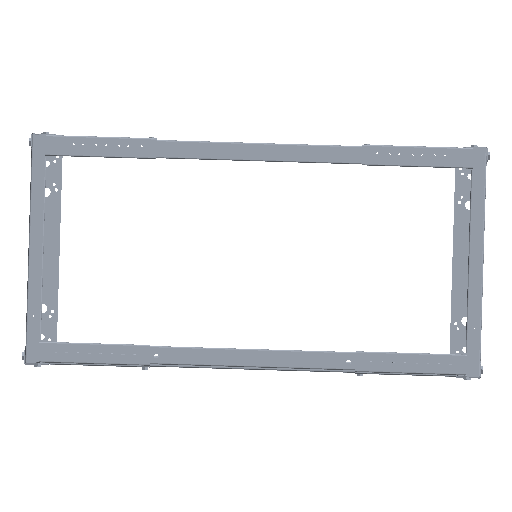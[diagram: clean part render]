
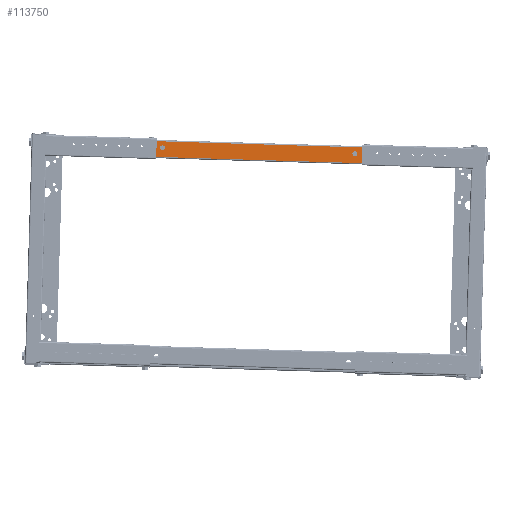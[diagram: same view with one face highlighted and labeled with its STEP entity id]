
A CAD part, top view. The second image highlights one B-rep face of the part: STEP entity #113750.
In plain terms, the highlighted face is planar.
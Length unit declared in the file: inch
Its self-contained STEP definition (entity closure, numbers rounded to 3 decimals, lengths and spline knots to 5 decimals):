
#1444 = EDGE_CURVE ( 'NONE', #55554, #109152, #88187, .T. ) ;
#3144 = FACE_BOUND ( 'NONE', #23729, .T. ) ;
#4573 = DIRECTION ( 'NONE',  ( 0., 0., 1. ) ) ;
#6132 = AXIS2_PLACEMENT_3D ( 'NONE', #134014, #144768, #99406 ) ;
#7658 = EDGE_CURVE ( 'NONE', #147955, #93391, #68877, .T. ) ;
#8954 = EDGE_CURVE ( 'NONE', #150756, #109152, #140175, .T. ) ;
#11683 = FACE_OUTER_BOUND ( 'NONE', #114688, .T. ) ;
#12443 = VECTOR ( 'NONE', #150956, 39.37008 ) ;
#12564 = CIRCLE ( 'NONE', #98463, 0.22244 ) ;
#13539 = CARTESIAN_POINT ( 'NONE',  ( -0.11811, 0.34028, -8.26575 ) ) ;
#13960 = CARTESIAN_POINT ( 'NONE',  ( 0.80709, 0.34028, -9.84252 ) ) ;
#16122 = CARTESIAN_POINT ( 'NONE',  ( -0.11811, 0.34028, 9.48819 ) ) ;
#16804 = DIRECTION ( 'NONE',  ( 0., 1., 0. ) ) ;
#21764 = CIRCLE ( 'NONE', #65847, 0.22244 ) ;
#21839 = EDGE_CURVE ( 'NONE', #39580, #150756, #107355, .T. ) ;
#22647 = DIRECTION ( 'NONE',  ( 1., 0., 0. ) ) ;
#23729 = EDGE_LOOP ( 'NONE', ( #67570, #108298 ) ) ;
#25118 = DIRECTION ( 'NONE',  ( 1., 0., 0. ) ) ;
#25151 = DIRECTION ( 'NONE',  ( 0., 0., 1. ) ) ;
#25431 = VERTEX_POINT ( 'NONE', #126391 ) ;
#26033 = AXIS2_PLACEMENT_3D ( 'NONE', #85802, #119685, #25151 ) ;
#27684 = VECTOR ( 'NONE', #22647, 39.37008 ) ;
#28330 = ORIENTED_EDGE ( 'NONE', *, *, #143118, .F. ) ;
#31980 = CARTESIAN_POINT ( 'NONE',  ( -0.11811, 0.34028, -8.71063 ) ) ;
#32516 = DIRECTION ( 'NONE',  ( 0., 0., 1. ) ) ;
#34414 = AXIS2_PLACEMENT_3D ( 'NONE', #63342, #76420, #147153 ) ;
#38570 = EDGE_LOOP ( 'NONE', ( #78351, #59722 ) ) ;
#39448 = DIRECTION ( 'NONE',  ( 0., 0., -1. ) ) ;
#39580 = VERTEX_POINT ( 'NONE', #62557 ) ;
#42367 = CIRCLE ( 'NONE', #123406, 0.22244 ) ;
#42779 = EDGE_CURVE ( 'NONE', #119142, #143593, #113181, .T. ) ;
#50108 = ORIENTED_EDGE ( 'NONE', *, *, #147750, .F. ) ;
#50544 = CIRCLE ( 'NONE', #55526, 0.22244 ) ;
#51909 = CARTESIAN_POINT ( 'NONE',  ( -0.11811, 0.34028, -9.71063 ) ) ;
#52173 = CARTESIAN_POINT ( 'NONE',  ( -0.11811, 0.34028, 8.71063 ) ) ;
#55526 = AXIS2_PLACEMENT_3D ( 'NONE', #97009, #86218, #98525 ) ;
#55531 = CARTESIAN_POINT ( 'NONE',  ( 0.68898, 0.34028, 9.84252 ) ) ;
#55554 = VERTEX_POINT ( 'NONE', #121616 ) ;
#59722 = ORIENTED_EDGE ( 'NONE', *, *, #42779, .F. ) ;
#60019 = DIRECTION ( 'NONE',  ( 0., 1., 0. ) ) ;
#60891 = ORIENTED_EDGE ( 'NONE', *, *, #7658, .F. ) ;
#61254 = VERTEX_POINT ( 'NONE', #105799 ) ;
#62557 = CARTESIAN_POINT ( 'NONE',  ( -0.68898, 0.34028, 9.84252 ) ) ;
#62745 = ORIENTED_EDGE ( 'NONE', *, *, #8954, .T. ) ;
#63342 = CARTESIAN_POINT ( 'NONE',  ( -0.11811, 0.34028, -8.48819 ) ) ;
#63488 = EDGE_CURVE ( 'NONE', #143593, #119142, #146030, .T. ) ;
#65296 = CIRCLE ( 'NONE', #26033, 0.22244 ) ;
#65847 = AXIS2_PLACEMENT_3D ( 'NONE', #124418, #100579, #89020 ) ;
#67535 = CARTESIAN_POINT ( 'NONE',  ( -0.11811, 0.34028, 8.26575 ) ) ;
#67570 = ORIENTED_EDGE ( 'NONE', *, *, #123236, .F. ) ;
#68877 = CIRCLE ( 'NONE', #34414, 0.22244 ) ;
#70351 = EDGE_LOOP ( 'NONE', ( #50108, #101462 ) ) ;
#70855 = CARTESIAN_POINT ( 'NONE',  ( -0.68898, 0.34028, -9.84252 ) ) ;
#73113 = FACE_BOUND ( 'NONE', #70351, .T. ) ;
#74822 = DIRECTION ( 'NONE',  ( 0., 1., 0. ) ) ;
#74969 = VERTEX_POINT ( 'NONE', #126632 ) ;
#76420 = DIRECTION ( 'NONE',  ( 0., 1., 0. ) ) ;
#78351 = ORIENTED_EDGE ( 'NONE', *, *, #63488, .F. ) ;
#81320 = EDGE_CURVE ( 'NONE', #55554, #39580, #81636, .T. ) ;
#81636 = LINE ( 'NONE', #70855, #143389 ) ;
#83938 = ORIENTED_EDGE ( 'NONE', *, *, #1444, .F. ) ;
#85802 = CARTESIAN_POINT ( 'NONE',  ( -0.11811, 0.34028, -9.48819 ) ) ;
#86218 = DIRECTION ( 'NONE',  ( 0., 1., 0. ) ) ;
#88187 = LINE ( 'NONE', #88952, #27684 ) ;
#88952 = CARTESIAN_POINT ( 'NONE',  ( -0.68898, 0.34028, -9.84252 ) ) ;
#89020 = DIRECTION ( 'NONE',  ( 0., 0., -1. ) ) ;
#93243 = VERTEX_POINT ( 'NONE', #51909 ) ;
#93391 = VERTEX_POINT ( 'NONE', #13539 ) ;
#95416 = PLANE ( 'NONE',  #135870 ) ;
#96933 = FACE_BOUND ( 'NONE', #38570, .T. ) ;
#97009 = CARTESIAN_POINT ( 'NONE',  ( -0.11811, 0.34028, -8.48819 ) ) ;
#98463 = AXIS2_PLACEMENT_3D ( 'NONE', #16122, #142953, #4573 ) ;
#98525 = DIRECTION ( 'NONE',  ( 0., 0., 1. ) ) ;
#99406 = DIRECTION ( 'NONE',  ( 0., 0., 1. ) ) ;
#100579 = DIRECTION ( 'NONE',  ( 0., 1., 0. ) ) ;
#101462 = ORIENTED_EDGE ( 'NONE', *, *, #151539, .F. ) ;
#105061 = ORIENTED_EDGE ( 'NONE', *, *, #21839, .T. ) ;
#105417 = DIRECTION ( 'NONE',  ( 1., 0., 0. ) ) ;
#105799 = CARTESIAN_POINT ( 'NONE',  ( -0.11811, 0.34028, 9.26575 ) ) ;
#107355 = LINE ( 'NONE', #130450, #141654 ) ;
#108298 = ORIENTED_EDGE ( 'NONE', *, *, #139815, .F. ) ;
#109152 = VERTEX_POINT ( 'NONE', #129560 ) ;
#109793 = DIRECTION ( 'NONE',  ( 0., 0., -1. ) ) ;
#110545 = CARTESIAN_POINT ( 'NONE',  ( -0.11811, 0.34028, 8.48819 ) ) ;
#110746 = AXIS2_PLACEMENT_3D ( 'NONE', #110545, #16804, #109793 ) ;
#113181 = CIRCLE ( 'NONE', #110746, 0.22244 ) ;
#113750 = ADVANCED_FACE ( 'NONE', ( #119251, #73113, #96933, #3144, #11683 ), #95416, .T. ) ;
#114688 = EDGE_LOOP ( 'NONE', ( #140368, #105061, #62745, #83938 ) ) ;
#115540 = EDGE_LOOP ( 'NONE', ( #28330, #60891 ) ) ;
#119142 = VERTEX_POINT ( 'NONE', #67535 ) ;
#119251 = FACE_BOUND ( 'NONE', #115540, .T. ) ;
#119685 = DIRECTION ( 'NONE',  ( 0., 1., 0. ) ) ;
#121616 = CARTESIAN_POINT ( 'NONE',  ( -0.68898, 0.34028, -9.84252 ) ) ;
#123236 = EDGE_CURVE ( 'NONE', #74969, #61254, #12564, .T. ) ;
#123406 = AXIS2_PLACEMENT_3D ( 'NONE', #144790, #74822, #39448 ) ;
#124418 = CARTESIAN_POINT ( 'NONE',  ( -0.11811, 0.34028, -9.48819 ) ) ;
#126391 = CARTESIAN_POINT ( 'NONE',  ( -0.11811, 0.34028, -9.26575 ) ) ;
#126416 = CARTESIAN_POINT ( 'NONE',  ( 0.68898, 0.34028, 9.84252 ) ) ;
#126632 = CARTESIAN_POINT ( 'NONE',  ( -0.11811, 0.34028, 9.71063 ) ) ;
#129560 = CARTESIAN_POINT ( 'NONE',  ( 0.68898, 0.34028, -9.84252 ) ) ;
#130450 = CARTESIAN_POINT ( 'NONE',  ( -0.68898, 0.34028, 9.84252 ) ) ;
#134014 = CARTESIAN_POINT ( 'NONE',  ( -0.11811, 0.34028, 8.48819 ) ) ;
#135870 = AXIS2_PLACEMENT_3D ( 'NONE', #13960, #60019, #105417 ) ;
#139815 = EDGE_CURVE ( 'NONE', #61254, #74969, #42367, .T. ) ;
#140175 = LINE ( 'NONE', #126416, #12443 ) ;
#140368 = ORIENTED_EDGE ( 'NONE', *, *, #81320, .T. ) ;
#141654 = VECTOR ( 'NONE', #25118, 39.37008 ) ;
#142953 = DIRECTION ( 'NONE',  ( 0., 1., 0. ) ) ;
#143118 = EDGE_CURVE ( 'NONE', #93391, #147955, #50544, .T. ) ;
#143389 = VECTOR ( 'NONE', #32516, 39.37008 ) ;
#143593 = VERTEX_POINT ( 'NONE', #52173 ) ;
#144768 = DIRECTION ( 'NONE',  ( 0., 1., 0. ) ) ;
#144790 = CARTESIAN_POINT ( 'NONE',  ( -0.11811, 0.34028, 9.48819 ) ) ;
#146030 = CIRCLE ( 'NONE', #6132, 0.22244 ) ;
#147153 = DIRECTION ( 'NONE',  ( 0., 0., -1. ) ) ;
#147750 = EDGE_CURVE ( 'NONE', #25431, #93243, #65296, .T. ) ;
#147955 = VERTEX_POINT ( 'NONE', #31980 ) ;
#150756 = VERTEX_POINT ( 'NONE', #55531 ) ;
#150956 = DIRECTION ( 'NONE',  ( 0., 0., -1. ) ) ;
#151539 = EDGE_CURVE ( 'NONE', #93243, #25431, #21764, .T. ) ;
